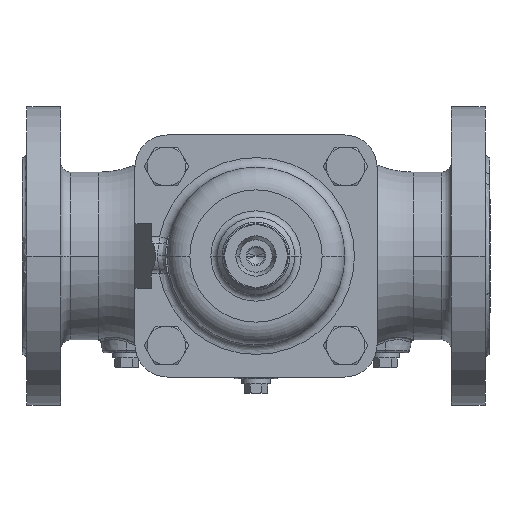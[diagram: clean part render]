
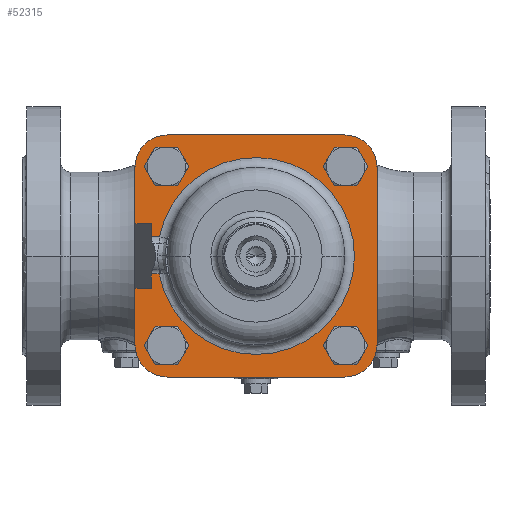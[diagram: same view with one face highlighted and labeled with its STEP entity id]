
A CAD part, front view. The second image highlights one B-rep face of the part: STEP entity #52315.
In plain terms, the highlighted face is planar.
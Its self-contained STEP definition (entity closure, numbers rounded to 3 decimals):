
#43452=DIRECTION('',(1.,0.,0.));
#43453=VECTOR('',#43452,5.07);
#43454=CARTESIAN_POINT('',(59.827,27.5,11.906));
#43455=LINE('',#43454,#43453);
#43456=DIRECTION('',(0.,0.,1.));
#43457=VECTOR('',#43456,8.094);
#43458=CARTESIAN_POINT('',(64.896,27.5,11.906));
#43459=LINE('',#43458,#43457);
#43460=DIRECTION('',(-1.,0.,0.));
#43461=VECTOR('',#43460,10.104);
#43462=CARTESIAN_POINT('',(75.,27.5,20.));
#43463=LINE('',#43462,#43461);
#43464=DIRECTION('',(0.,0.,-1.));
#43465=VECTOR('',#43464,35.);
#43466=CARTESIAN_POINT('',(75.,27.5,55.));
#43467=LINE('',#43466,#43465);
#43468=CARTESIAN_POINT('',(55.,27.5,55.));
#43469=DIRECTION('',(0.,1.,0.));
#43470=DIRECTION('',(0.,0.,1.));
#43471=AXIS2_PLACEMENT_3D('',#43468,#43469,#43470);
#43473=DIRECTION('',(1.,0.,0.));
#43474=VECTOR('',#43473,110.);
#43475=CARTESIAN_POINT('',(-55.,27.5,75.));
#43476=LINE('',#43475,#43474);
#43477=CARTESIAN_POINT('',(-55.,27.5,55.));
#43478=DIRECTION('',(0.,1.,0.));
#43479=DIRECTION('',(-1.,0.,0.));
#43480=AXIS2_PLACEMENT_3D('',#43477,#43478,#43479);
#43482=DIRECTION('',(0.,0.,1.));
#43483=VECTOR('',#43482,110.);
#43484=CARTESIAN_POINT('',(-75.,27.5,-55.));
#43485=LINE('',#43484,#43483);
#43486=CARTESIAN_POINT('',(-55.,27.5,-55.));
#43487=DIRECTION('',(0.,1.,0.));
#43488=DIRECTION('',(0.,0.,-1.));
#43489=AXIS2_PLACEMENT_3D('',#43486,#43487,#43488);
#43491=DIRECTION('',(-1.,0.,0.));
#43492=VECTOR('',#43491,110.);
#43493=CARTESIAN_POINT('',(55.,27.5,-75.));
#43494=LINE('',#43493,#43492);
#43495=CARTESIAN_POINT('',(55.,27.5,-55.));
#43496=DIRECTION('',(0.,1.,0.));
#43497=DIRECTION('',(1.,0.,0.));
#43498=AXIS2_PLACEMENT_3D('',#43495,#43496,#43497);
#43500=DIRECTION('',(0.,0.,-1.));
#43501=VECTOR('',#43500,35.);
#43502=CARTESIAN_POINT('',(75.,27.5,-20.));
#43503=LINE('',#43502,#43501);
#43504=DIRECTION('',(-1.,0.,0.));
#43505=VECTOR('',#43504,10.104);
#43506=CARTESIAN_POINT('',(75.,27.5,-20.));
#43507=LINE('',#43506,#43505);
#43508=DIRECTION('',(0.,0.,1.));
#43509=VECTOR('',#43508,8.876);
#43510=CARTESIAN_POINT('',(64.896,27.5,-20.));
#43511=LINE('',#43510,#43509);
#43512=DIRECTION('',(-1.,0.,0.));
#43513=VECTOR('',#43512,4.92);
#43514=CARTESIAN_POINT('',(64.896,27.5,-11.124));
#43515=LINE('',#43514,#43513);
#43516=CARTESIAN_POINT('',(55.508,27.5,55.508));
#43517=DIRECTION('',(0.,1.,0.));
#43518=DIRECTION('',(1.,0.,0.));
#43519=AXIS2_PLACEMENT_3D('',#43516,#43517,#43518);
#43521=CARTESIAN_POINT('',(55.508,27.5,55.508));
#43522=DIRECTION('',(0.,1.,0.));
#43523=DIRECTION('',(-1.,0.,0.));
#43524=AXIS2_PLACEMENT_3D('',#43521,#43522,#43523);
#43526=CARTESIAN_POINT('',(55.508,27.5,-55.508));
#43527=DIRECTION('',(0.,1.,0.));
#43528=DIRECTION('',(1.,0.,0.));
#43529=AXIS2_PLACEMENT_3D('',#43526,#43527,#43528);
#43531=CARTESIAN_POINT('',(55.508,27.5,-55.508));
#43532=DIRECTION('',(0.,1.,0.));
#43533=DIRECTION('',(-1.,0.,0.));
#43534=AXIS2_PLACEMENT_3D('',#43531,#43532,#43533);
#43536=CARTESIAN_POINT('',(-55.508,27.5,-55.508));
#43537=DIRECTION('',(0.,1.,0.));
#43538=DIRECTION('',(1.,0.,0.));
#43539=AXIS2_PLACEMENT_3D('',#43536,#43537,#43538);
#43541=CARTESIAN_POINT('',(-55.508,27.5,-55.508));
#43542=DIRECTION('',(0.,1.,0.));
#43543=DIRECTION('',(-1.,0.,0.));
#43544=AXIS2_PLACEMENT_3D('',#43541,#43542,#43543);
#43546=CARTESIAN_POINT('',(-55.508,27.5,55.508));
#43547=DIRECTION('',(0.,1.,0.));
#43548=DIRECTION('',(1.,0.,0.));
#43549=AXIS2_PLACEMENT_3D('',#43546,#43547,#43548);
#43551=CARTESIAN_POINT('',(-55.508,27.5,55.508));
#43552=DIRECTION('',(0.,1.,0.));
#43553=DIRECTION('',(-1.,0.,0.));
#43554=AXIS2_PLACEMENT_3D('',#43551,#43552,#43553);
#43556=CARTESIAN_POINT('',(0.,27.5,0.));
#43557=DIRECTION('',(0.,-1.,0.));
#43558=DIRECTION('',(0.981,0.,0.195));
#43559=AXIS2_PLACEMENT_3D('',#43556,#43557,#43558);
#43565=CARTESIAN_POINT('',(59.976,27.5,
-11.124));
#50684=CARTESIAN_POINT('',(-55.,27.5,-75.));
#50685=CARTESIAN_POINT('',(-75.,27.5,-55.));
#50686=VERTEX_POINT('',#50684);
#50687=VERTEX_POINT('',#50685);
#50688=CARTESIAN_POINT('',(-75.,27.5,55.));
#50689=VERTEX_POINT('',#50688);
#50690=CARTESIAN_POINT('',(-55.,27.5,75.));
#50691=VERTEX_POINT('',#50690);
#50692=CARTESIAN_POINT('',(55.,27.5,75.));
#50693=VERTEX_POINT('',#50692);
#50694=CARTESIAN_POINT('',(75.,27.5,55.));
#50695=VERTEX_POINT('',#50694);
#50696=CARTESIAN_POINT('',(75.,27.5,-55.));
#50697=CARTESIAN_POINT('',(55.,27.5,-75.));
#50698=VERTEX_POINT('',#50696);
#50699=VERTEX_POINT('',#50697);
#50812=CARTESIAN_POINT('',(75.,27.5,-20.));
#50813=CARTESIAN_POINT('',(64.896,27.5,-20.));
#50814=VERTEX_POINT('',#50812);
#50815=VERTEX_POINT('',#50813);
#50816=CARTESIAN_POINT('',(75.,27.5,20.));
#50817=CARTESIAN_POINT('',(64.896,27.5,20.));
#50818=VERTEX_POINT('',#50816);
#50819=VERTEX_POINT('',#50817);
#50828=CARTESIAN_POINT('',(64.896,27.5,-11.124));
#50829=VERTEX_POINT('',#50828);
#50841=CARTESIAN_POINT('',(59.827,27.5,11.906));
#50842=CARTESIAN_POINT('',(64.896,27.5,11.906));
#50843=VERTEX_POINT('',#50841);
#50844=VERTEX_POINT('',#50842);
#50847=VERTEX_POINT('',#43565);
#50876=CARTESIAN_POINT('',(64.508,27.5,55.508));
#50877=VERTEX_POINT('',#50876);
#50878=CARTESIAN_POINT('',(46.508,27.5,55.508));
#50879=VERTEX_POINT('',#50878);
#50880=CARTESIAN_POINT('',(64.508,27.5,-55.508));
#50881=CARTESIAN_POINT('',(46.508,27.5,-55.508));
#50882=VERTEX_POINT('',#50880);
#50883=VERTEX_POINT('',#50881);
#50893=CARTESIAN_POINT('',(-46.508,27.5,-55.508));
#50894=CARTESIAN_POINT('',(-64.508,27.5,-55.508));
#50895=VERTEX_POINT('',#50893);
#50896=VERTEX_POINT('',#50894);
#50906=CARTESIAN_POINT('',(-46.508,27.5,55.508));
#50907=CARTESIAN_POINT('',(-64.508,27.5,55.508));
#50908=VERTEX_POINT('',#50906);
#50909=VERTEX_POINT('',#50907);
#52253=CARTESIAN_POINT('',(0.,27.5,0.));
#52254=DIRECTION('',(0.,1.,0.));
#52255=DIRECTION('',(1.,0.,0.));
#52256=AXIS2_PLACEMENT_3D('',#52253,#52254,#52255);
#52257=PLANE('',#52256);
#52259=ORIENTED_EDGE('',*,*,#52258,.F.);
#52261=ORIENTED_EDGE('',*,*,#52260,.T.);
#52263=ORIENTED_EDGE('',*,*,#52262,.T.);
#52265=ORIENTED_EDGE('',*,*,#52264,.F.);
#52267=ORIENTED_EDGE('',*,*,#52266,.F.);
#52269=ORIENTED_EDGE('',*,*,#52268,.F.);
#52271=ORIENTED_EDGE('',*,*,#52270,.F.);
#52273=ORIENTED_EDGE('',*,*,#52272,.F.);
#52275=ORIENTED_EDGE('',*,*,#52274,.F.);
#52277=ORIENTED_EDGE('',*,*,#52276,.F.);
#52279=ORIENTED_EDGE('',*,*,#52278,.F.);
#52281=ORIENTED_EDGE('',*,*,#52280,.F.);
#52283=ORIENTED_EDGE('',*,*,#52282,.F.);
#52285=ORIENTED_EDGE('',*,*,#52284,.T.);
#52287=ORIENTED_EDGE('',*,*,#52286,.T.);
#52289=ORIENTED_EDGE('',*,*,#52288,.T.);
#52290=EDGE_LOOP('',(#52259,#52261,#52263,#52265,#52267,#52269,#52271,#52273,
#52275,#52277,#52279,#52281,#52283,#52285,#52287,#52289));
#52291=FACE_OUTER_BOUND('',#52290,.F.);
#52293=ORIENTED_EDGE('',*,*,#52292,.T.);
#52295=ORIENTED_EDGE('',*,*,#52294,.T.);
#52296=EDGE_LOOP('',(#52293,#52295));
#52297=FACE_BOUND('',#52296,.F.);
#52299=ORIENTED_EDGE('',*,*,#52298,.T.);
#52301=ORIENTED_EDGE('',*,*,#52300,.T.);
#52302=EDGE_LOOP('',(#52299,#52301));
#52303=FACE_BOUND('',#52302,.F.);
#52305=ORIENTED_EDGE('',*,*,#52304,.T.);
#52307=ORIENTED_EDGE('',*,*,#52306,.T.);
#52308=EDGE_LOOP('',(#52305,#52307));
#52309=FACE_BOUND('',#52308,.F.);
#52310=ORIENTED_EDGE('',*,*,#52237,.T.);
#52312=ORIENTED_EDGE('',*,*,#52311,.T.);
#52313=EDGE_LOOP('',(#52310,#52312));
#52314=FACE_BOUND('',#52313,.F.);
#52315=ADVANCED_FACE('',(#52291,#52297,#52303,#52309,#52314),#52257,.T.);
#43472=CIRCLE('',#43471,20.);
#43481=CIRCLE('',#43480,20.);
#43490=CIRCLE('',#43489,20.);
#43499=CIRCLE('',#43498,20.);
#43520=CIRCLE('',#43519,9.);
#43525=CIRCLE('',#43524,9.);
#43530=CIRCLE('',#43529,9.);
#43535=CIRCLE('',#43534,9.);
#43540=CIRCLE('',#43539,9.);
#43545=CIRCLE('',#43544,9.);
#43550=CIRCLE('',#43549,9.);
#43555=CIRCLE('',#43554,9.);
#43560=CIRCLE('',#43559,61.);
#52237=EDGE_CURVE('',#50908,#50909,#43550,.T.);
#52258=EDGE_CURVE('',#50843,#50847,#43560,.T.);
#52260=EDGE_CURVE('',#50843,#50844,#43455,.T.);
#52262=EDGE_CURVE('',#50844,#50819,#43459,.T.);
#52264=EDGE_CURVE('',#50818,#50819,#43463,.T.);
#52266=EDGE_CURVE('',#50695,#50818,#43467,.T.);
#52268=EDGE_CURVE('',#50693,#50695,#43472,.T.);
#52270=EDGE_CURVE('',#50691,#50693,#43476,.T.);
#52272=EDGE_CURVE('',#50689,#50691,#43481,.T.);
#52274=EDGE_CURVE('',#50687,#50689,#43485,.T.);
#52276=EDGE_CURVE('',#50686,#50687,#43490,.T.);
#52278=EDGE_CURVE('',#50699,#50686,#43494,.T.);
#52280=EDGE_CURVE('',#50698,#50699,#43499,.T.);
#52282=EDGE_CURVE('',#50814,#50698,#43503,.T.);
#52284=EDGE_CURVE('',#50814,#50815,#43507,.T.);
#52286=EDGE_CURVE('',#50815,#50829,#43511,.T.);
#52288=EDGE_CURVE('',#50829,#50847,#43515,.T.);
#52292=EDGE_CURVE('',#50877,#50879,#43520,.T.);
#52294=EDGE_CURVE('',#50879,#50877,#43525,.T.);
#52298=EDGE_CURVE('',#50882,#50883,#43530,.T.);
#52300=EDGE_CURVE('',#50883,#50882,#43535,.T.);
#52304=EDGE_CURVE('',#50895,#50896,#43540,.T.);
#52306=EDGE_CURVE('',#50896,#50895,#43545,.T.);
#52311=EDGE_CURVE('',#50909,#50908,#43555,.T.);
